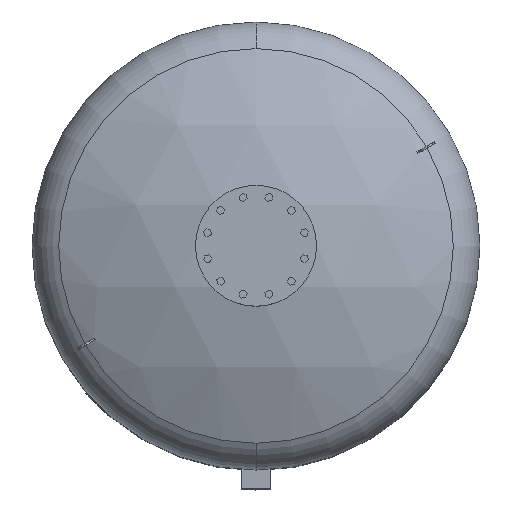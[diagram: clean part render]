
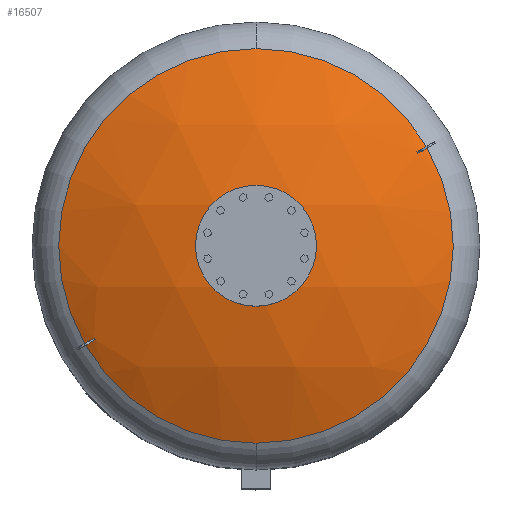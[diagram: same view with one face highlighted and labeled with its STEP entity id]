
A CAD part, top view. The second image highlights one B-rep face of the part: STEP entity #16507.
In plain terms, the highlighted spherical face has radius 1509 mm.
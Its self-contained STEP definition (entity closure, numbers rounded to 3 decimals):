
#15911=CARTESIAN_POINT('',(0.,-660.607,2273.717));
#15912=VERTEX_POINT('',#15911);
#15928=CARTESIAN_POINT('',(0.,660.607,2273.717));
#15929=VERTEX_POINT('',#15928);
#15937=CARTESIAN_POINT('',(570.596,332.898,2273.717));
#15938=VERTEX_POINT('',#15937);
#15939=CARTESIAN_POINT('',(0.,0.,2273.717));
#15940=DIRECTION('',(0.0,0.0,-1.0));
#15941=DIRECTION('',(1.0,0.0,0.0));
#15942=AXIS2_PLACEMENT_3D('',#15939,#15940,#15941);
#15943=CIRCLE('',#15942,660.607);
#15944=EDGE_CURVE('',#15929,#15938,#15943,.T.);
#15973=CARTESIAN_POINT('',(573.596,327.702,2273.717));
#15974=VERTEX_POINT('',#15973);
#15988=CARTESIAN_POINT('',(0.,0.,2273.717));
#15989=DIRECTION('',(0.0,0.0,-1.0));
#15990=DIRECTION('',(1.0,0.0,0.0));
#15991=AXIS2_PLACEMENT_3D('',#15988,#15989,#15990);
#15992=CIRCLE('',#15991,660.607);
#15993=EDGE_CURVE('',#15974,#15912,#15992,.T.);
#16045=CARTESIAN_POINT('',(-570.596,-332.898,2273.717));
#16046=VERTEX_POINT('',#16045);
#16062=CARTESIAN_POINT('',(-539.005,-314.659,2290.88));
#16063=VERTEX_POINT('',#16062);
#16064=CARTESIAN_POINT('',(1.5,-2.598,917.0));
#16065=DIRECTION('',(0.5,-0.866,0.0));
#16066=DIRECTION('',(0.0,0.0,1.0));
#16067=AXIS2_PLACEMENT_3D('',#16064,#16065,#16066);
#16068=CIRCLE('',#16067,1508.997);
#16069=EDGE_CURVE('',#16063,#16046,#16068,.T.);
#16112=CARTESIAN_POINT('',(-542.005,-309.462,2290.88));
#16113=VERTEX_POINT('',#16112);
#16114=CARTESIAN_POINT('',(-195.85,-113.074,854.348));
#16115=DIRECTION('',(0.835,0.482,0.267));
#16116=DIRECTION('',(0.0,0.485,-0.875));
#16117=AXIS2_PLACEMENT_3D('',#16114,#16115,#16116);
#16118=CIRCLE('',#16117,1490.642);
#16119=EDGE_CURVE('',#16113,#16063,#16118,.T.);
#16197=CARTESIAN_POINT('',(-573.596,-327.702,2273.717));
#16198=VERTEX_POINT('',#16197);
#16221=CARTESIAN_POINT('',(-1.5,2.598,917.0));
#16222=DIRECTION('',(-0.5,0.866,0.0));
#16223=DIRECTION('',(0.0,0.0,-1.0));
#16224=AXIS2_PLACEMENT_3D('',#16221,#16222,#16223);
#16225=CIRCLE('',#16224,1508.997);
#16226=EDGE_CURVE('',#16198,#16113,#16225,.T.);
#16253=CARTESIAN_POINT('',(0.,0.,2273.717));
#16254=DIRECTION('',(0.0,0.0,-1.0));
#16255=DIRECTION('',(1.0,0.0,0.0));
#16256=AXIS2_PLACEMENT_3D('',#16253,#16254,#16255);
#16257=CIRCLE('',#16256,660.607);
#16258=EDGE_CURVE('',#15912,#16046,#16257,.T.);
#16263=CARTESIAN_POINT('',(0.,0.,2273.717));
#16264=DIRECTION('',(0.0,0.0,-1.0));
#16265=DIRECTION('',(1.0,0.0,0.0));
#16266=AXIS2_PLACEMENT_3D('',#16263,#16264,#16265);
#16267=CIRCLE('',#16266,660.607);
#16268=EDGE_CURVE('',#16198,#15929,#16267,.T.);
#16288=CARTESIAN_POINT('',(539.005,314.659,2290.88));
#16289=VERTEX_POINT('',#16288);
#16290=CARTESIAN_POINT('',(-1.5,2.598,917.0));
#16291=DIRECTION('',(-0.5,0.866,0.0));
#16292=DIRECTION('',(0.0,0.0,-1.0));
#16293=AXIS2_PLACEMENT_3D('',#16290,#16291,#16292);
#16294=CIRCLE('',#16293,1508.997);
#16295=EDGE_CURVE('',#16289,#15938,#16294,.T.);
#16338=CARTESIAN_POINT('',(542.005,309.462,2290.88));
#16339=VERTEX_POINT('',#16338);
#16340=CARTESIAN_POINT('',(195.85,113.074,854.348));
#16341=DIRECTION('',(-0.835,-0.482,0.267));
#16342=DIRECTION('',(0.0,0.485,0.875));
#16343=AXIS2_PLACEMENT_3D('',#16340,#16341,#16342);
#16344=CIRCLE('',#16343,1490.642);
#16345=EDGE_CURVE('',#16339,#16289,#16344,.T.);
#16476=CARTESIAN_POINT('',(1.5,-2.598,917.0));
#16477=DIRECTION('',(0.5,-0.866,0.0));
#16478=DIRECTION('',(0.0,0.0,1.0));
#16479=AXIS2_PLACEMENT_3D('',#16476,#16477,#16478);
#16480=CIRCLE('',#16479,1508.997);
#16481=EDGE_CURVE('',#15974,#16339,#16480,.T.);
#16490=CARTESIAN_POINT('',(0.,0.,917.0));
#16491=DIRECTION('',(0.0,-1.0,0.0));
#16492=DIRECTION('',(-1.0,0.0,0.0));
#16493=AXIS2_PLACEMENT_3D('',#16490,#16491,#16492);
#16494=SPHERICAL_SURFACE('',#16493,1509.0);
#16495=ORIENTED_EDGE('',*,*,#16069,.T.);
#16496=ORIENTED_EDGE('',*,*,#16258,.F.);
#16497=ORIENTED_EDGE('',*,*,#15993,.F.);
#16498=ORIENTED_EDGE('',*,*,#16481,.T.);
#16499=ORIENTED_EDGE('',*,*,#16345,.T.);
#16500=ORIENTED_EDGE('',*,*,#16295,.T.);
#16501=ORIENTED_EDGE('',*,*,#15944,.F.);
#16502=ORIENTED_EDGE('',*,*,#16268,.F.);
#16503=ORIENTED_EDGE('',*,*,#16226,.T.);
#16504=ORIENTED_EDGE('',*,*,#16119,.T.);
#16505=EDGE_LOOP('',(#16495,#16496,#16497,#16498,#16499,#16500,#16501,#16502,#16503,#16504));
#16506=FACE_OUTER_BOUND('',#16505,.T.);
#16507=ADVANCED_FACE('',(#16506),#16494,.T.);
